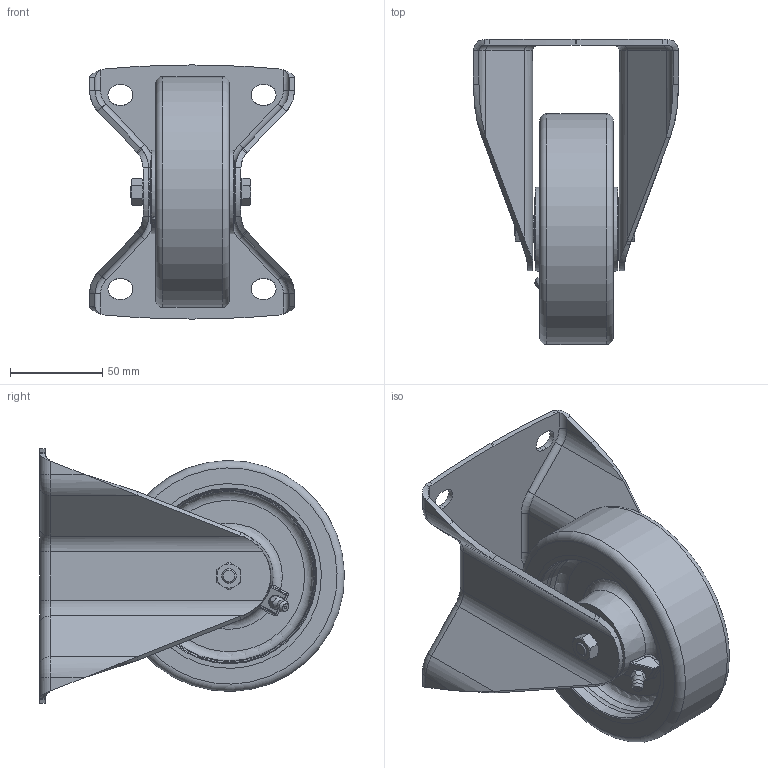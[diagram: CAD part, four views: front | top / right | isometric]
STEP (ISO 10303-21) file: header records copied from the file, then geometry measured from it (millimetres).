
FILE_DESCRIPTION(/* description */ (''),/* implementation_level */ '2;1');
FILE_NAME(/* name */ '14029_KriTec_Schwerlast_Bockrolle_D125.stp',/* time_stamp */ '2014-08-11T12:17:15+02:00',/* author */ ('kostic'),/* organization */ (''),/* preprocessor_version */ 'ST-DEVELOPER v15.2',/* originating_system */ 'Autodesk Inventor 2014',/* authorisation */ '');
FILE_SCHEMA (('AUTOMOTIVE_DESIGN { 1 0 10303 214 3 1 1 }'));
Length unit declared in the file: millimetre
Products named in the file (6): GTH_125_15K_G15; Rollenmantel; GTH_G15_GTH_125_15K_266197; AM_LKR_8x53x3_R; GH-BH_125-3_G15; 14029_KriTec_Schwerlast_Bockrolle_D125
Bounding box: 111 x 164.98 x 137.5 mm (x, y, z)
Volume: 434630.4 mm3; surface area: 150772.9 mm2
Topology: 4 solids, 4 shells, 528 faces, 1316 edges, 837 vertices
Faces by surface type: plane 257, bspline 137, cylinder 64, torus 37, cone 31, sphere 2
Full cylindrical faces by diameter (mm): 8 x3, 13 x1, 15 x3, 16 x1, 35 x2, 94 x2, 100 x2, 125 x1
Entity records: 23098 total; most frequent: CARTESIAN_POINT 11589, ORIENTED_EDGE 2486, DIRECTION 1923, EDGE_CURVE 1243, VERTEX_POINT 814, LINE 727, VECTOR 727, EDGE_LOOP 631
